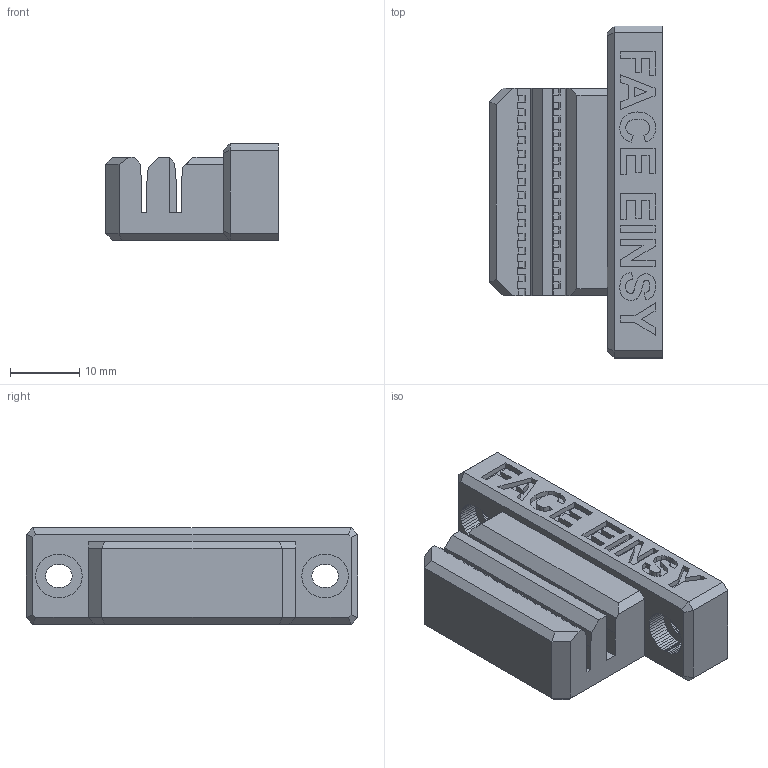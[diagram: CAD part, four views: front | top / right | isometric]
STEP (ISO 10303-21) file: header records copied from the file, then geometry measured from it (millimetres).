
FILE_DESCRIPTION(/* description */ (''),/* implementation_level */ '2;1');
FILE_NAME(/* name */ 'Y_BELT_HOLDER v1.step',/* time_stamp */ '2021-09-09T23:47:47+02:00',/* author */ (''),/* organization */ (''),/* preprocessor_version */ 'ST-DEVELOPER v18.1',/* originating_system */ 'Autodesk Translation Framework v10.10.0.1391',/* authorisation */ '');
FILE_SCHEMA (('AUTOMOTIVE_DESIGN { 1 0 10303 214 3 1 1 }'));
Length unit declared in the file: millimetre
Products named in the file (1): Y_BELT_HOLDER
Bounding box: 25 x 48 x 14 mm (x, y, z)
Volume: 9915.5 mm3; surface area: 5516.6 mm2
Topology: 1 solids, 1 shells, 775 faces, 2195 edges, 1448 vertices
Faces by surface type: plane 624, bspline 149, cylinder 1, cone 1
Full cylindrical faces by diameter (mm): 8 x1
Entity records: 24904 total; most frequent: CARTESIAN_POINT 5794, ORIENTED_EDGE 4390, DIRECTION 3154, EDGE_CURVE 2195, LINE 1894, VECTOR 1894, VERTEX_POINT 1448, EDGE_LOOP 805
